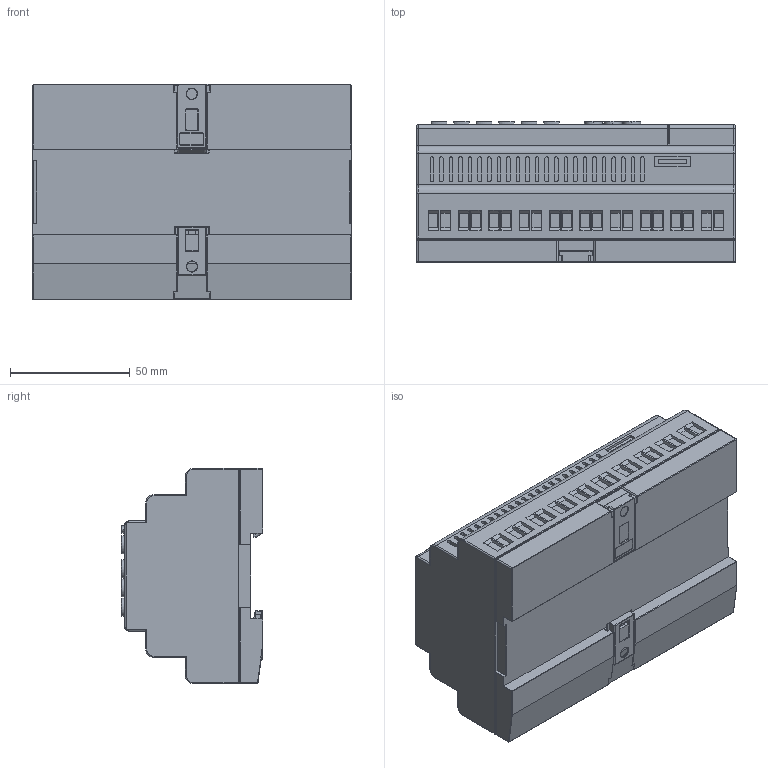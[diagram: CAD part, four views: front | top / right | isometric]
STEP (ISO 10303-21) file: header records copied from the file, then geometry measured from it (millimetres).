
FILE_DESCRIPTION (( 'STEP AP203' ), '1' );
FILE_NAME ('PR-26-N & PR-24 Series CPU 3D 2222222.STEP', '2025-06-05T12:55:04', ( '' ), ( '' ), 'SwSTEP 2.0', 'SolidWorks 2022', '' );
FILE_SCHEMA (( 'CONFIG_CONTROL_DESIGN' ));
Length unit declared in the file: millimetre
Products named in the file (1): PR-26-N & PR-24 Series CPU 3D 2222222
Bounding box: 133 x 59.05 x 90 mm (x, y, z)
Volume: 557293.1 mm3; surface area: 53944.3 mm2
Topology: 1 solids, 2 shells, 1212 faces, 2916 edges, 1854 vertices
Faces by surface type: plane 647, cylinder 388, bspline 79, torus 77, sphere 21
Entity records: 38659 total; most frequent: CARTESIAN_POINT 10622, ORIENTED_EDGE 5790, DIRECTION 5733, EDGE_CURVE 2895, AXIS2_PLACEMENT_3D 1959, VERTEX_POINT 1854, VECTOR 1815, LINE 1815
